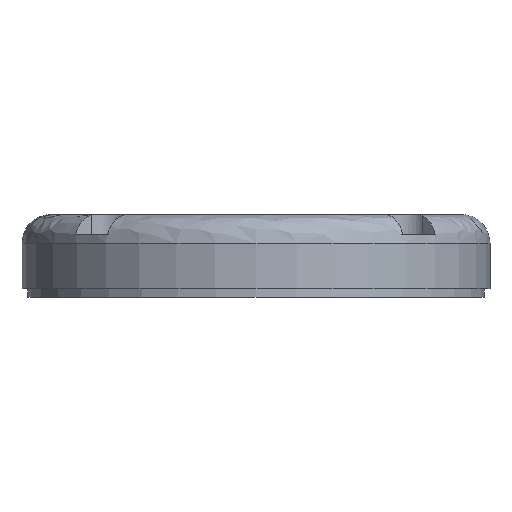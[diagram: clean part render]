
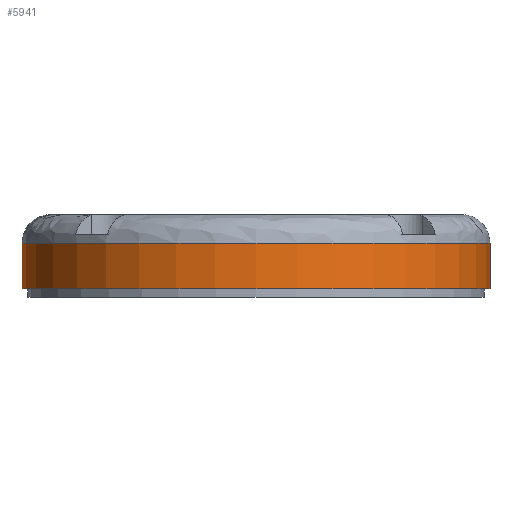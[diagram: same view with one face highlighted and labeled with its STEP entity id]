
A CAD part, front view. The second image highlights one B-rep face of the part: STEP entity #5941.
In plain terms, the highlighted cylindrical face has radius 82 mm (diameter 164 mm), a partial arc.
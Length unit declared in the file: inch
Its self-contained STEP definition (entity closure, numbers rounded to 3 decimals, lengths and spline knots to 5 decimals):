
#6 = VERTEX_POINT ( 'NONE', #2657 ) ;
#918 = AXIS2_PLACEMENT_3D ( 'NONE', #1149, #5213, #1068 ) ;
#1068 = DIRECTION ( 'NONE',  ( -1., 0., 0. ) ) ;
#1149 = CARTESIAN_POINT ( 'NONE',  ( 0., 0., -0.02871 ) ) ;
#1231 = DIRECTION ( 'NONE',  ( 0., 0., -1. ) ) ;
#1274 = EDGE_LOOP ( 'NONE', ( #2523, #6408, #1731, #4163 ) ) ;
#1731 = ORIENTED_EDGE ( 'NONE', *, *, #1738, .T. ) ;
#1738 = EDGE_CURVE ( 'NONE', #6014, #6, #3270, .T. ) ;
#2523 = ORIENTED_EDGE ( 'NONE', *, *, #5114, .F. ) ;
#2550 = VERTEX_POINT ( 'NONE', #7475 ) ;
#2607 = EDGE_CURVE ( 'NONE', #6, #3400, #3401, .T. ) ;
#2657 = CARTESIAN_POINT ( 'NONE',  ( -3.22835, 0., -0.65863 ) ) ;
#2712 = AXIS2_PLACEMENT_3D ( 'NONE', #3393, #5216, #4586 ) ;
#2745 = DIRECTION ( 'NONE',  ( 0., 0., -1. ) ) ;
#3270 = LINE ( 'NONE', #6253, #6488 ) ;
#3393 = CARTESIAN_POINT ( 'NONE',  ( 0., 0., -0.65863 ) ) ;
#3400 = VERTEX_POINT ( 'NONE', #3436 ) ;
#3401 = CIRCLE ( 'NONE', #2712, 3.22835 ) ;
#3436 = CARTESIAN_POINT ( 'NONE',  ( 3.22835, 0., -0.65863 ) ) ;
#3482 = FACE_OUTER_BOUND ( 'NONE', #1274, .T. ) ;
#3742 = CARTESIAN_POINT ( 'NONE',  ( 3.22835, 0., 0. ) ) ;
#3780 = CIRCLE ( 'NONE', #918, 3.22835 ) ;
#4163 = ORIENTED_EDGE ( 'NONE', *, *, #2607, .T. ) ;
#4379 = DIRECTION ( 'NONE',  ( 0., 0., -1. ) ) ;
#4586 = DIRECTION ( 'NONE',  ( -1., 0., 0. ) ) ;
#4787 = VECTOR ( 'NONE', #4379, 39.37008 ) ;
#4850 = EDGE_CURVE ( 'NONE', #6014, #2550, #3780, .T. ) ;
#5114 = EDGE_CURVE ( 'NONE', #2550, #3400, #6806, .T. ) ;
#5213 = DIRECTION ( 'NONE',  ( 0., 0., 1. ) ) ;
#5216 = DIRECTION ( 'NONE',  ( 0., 0., 1. ) ) ;
#5410 = CYLINDRICAL_SURFACE ( 'NONE', #6971, 3.22835 ) ;
#5941 = ADVANCED_FACE ( 'NONE', ( #3482 ), #5410, .T. ) ;
#6014 = VERTEX_POINT ( 'NONE', #6498 ) ;
#6253 = CARTESIAN_POINT ( 'NONE',  ( -3.22835, 0., 0. ) ) ;
#6408 = ORIENTED_EDGE ( 'NONE', *, *, #4850, .F. ) ;
#6488 = VECTOR ( 'NONE', #2745, 39.37008 ) ;
#6498 = CARTESIAN_POINT ( 'NONE',  ( -3.22835, 0., -0.02871 ) ) ;
#6552 = DIRECTION ( 'NONE',  ( -1., 0., 0. ) ) ;
#6806 = LINE ( 'NONE', #3742, #4787 ) ;
#6971 = AXIS2_PLACEMENT_3D ( 'NONE', #7205, #1231, #6552 ) ;
#7205 = CARTESIAN_POINT ( 'NONE',  ( 0., 0., 0. ) ) ;
#7475 = CARTESIAN_POINT ( 'NONE',  ( 3.22835, 0., -0.02871 ) ) ;
